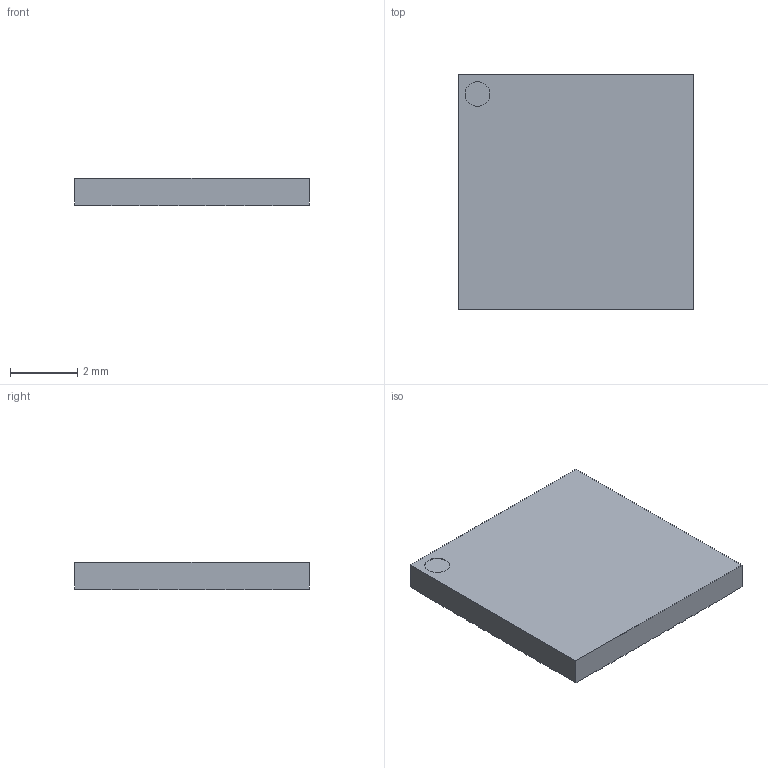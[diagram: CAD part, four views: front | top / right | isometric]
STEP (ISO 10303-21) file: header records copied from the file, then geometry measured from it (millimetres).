
FILE_DESCRIPTION (( 'STEP AP214' ), '1' );
FILE_NAME ('INTAN_QFN44-7.0x7.0x0.8.STEP', '2021-12-16T21:49:38', ( '' ), ( '' ), 'SwSTEP 2.0', 'SolidWorks 2019', '' );
FILE_SCHEMA (( 'AUTOMOTIVE_DESIGN' ));
Length unit declared in the file: millimetre
Products named in the file (1): INTAN_QFN44-7.0x7.0x0.8
Bounding box: 7 x 7 x 0.82 mm (x, y, z)
Volume: 39.9 mm3; surface area: 122.1 mm2
Topology: 1 solids, 1 shells, 202 faces, 594 edges, 396 vertices
Faces by surface type: plane 145, cylinder 57
Entity records: 8915 total; most frequent: CARTESIAN_POINT 1193, ORIENTED_EDGE 1188, DIRECTION 1114, EDGE_CURVE 594, LINE 480, VECTOR 480, VERTEX_POINT 396, AXIS2_PLACEMENT_3D 317
